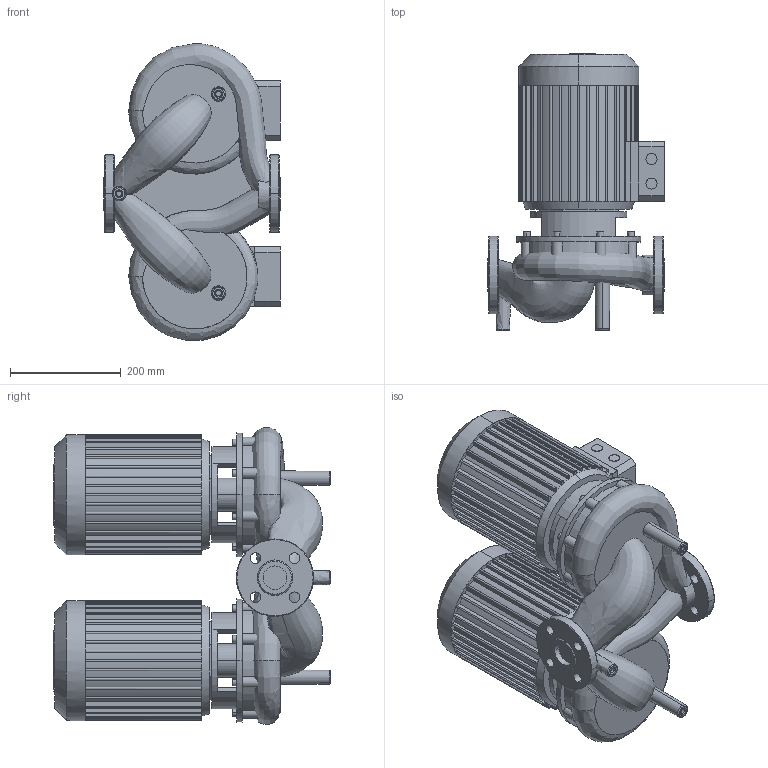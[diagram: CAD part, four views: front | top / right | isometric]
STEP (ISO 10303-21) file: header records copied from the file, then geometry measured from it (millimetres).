
FILE_DESCRIPTION((''),'2;1');
FILE_NAME('3d_DPL32_165-3_2-2121242.stp','2016-08-24T10:57:41',(''),(''),'Mechanical Desktop 2009','Mechanical Desktop 2009',', , ');
FILE_SCHEMA(('CONFIG_CONTROL_DESIGN'));
Length unit declared in the file: millimetre
Products named in the file (1): Product
Bounding box: 320 x 500.38 x 537.34 mm (x, y, z)
Volume: 32966743.1 mm3; surface area: 1686745.9 mm2
Topology: 17 solids, 17 shells, 975 faces, 2452 edges, 1558 vertices
Faces by surface type: plane 510, bspline 231, cylinder 220, cone 10, torus 4
Entity records: 47554 total; most frequent: CARTESIAN_POINT 24357, ORIENTED_EDGE 4896, DIRECTION 4708, EDGE_CURVE 2448, AXIS2_PLACEMENT_3D 1673, VERTEX_POINT 1556, VECTOR 1362, LINE 1362
